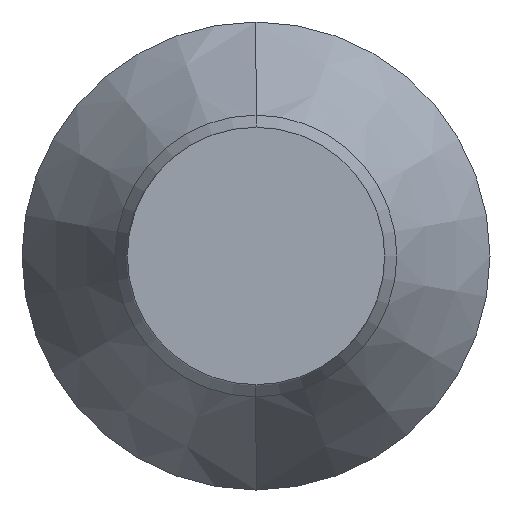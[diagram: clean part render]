
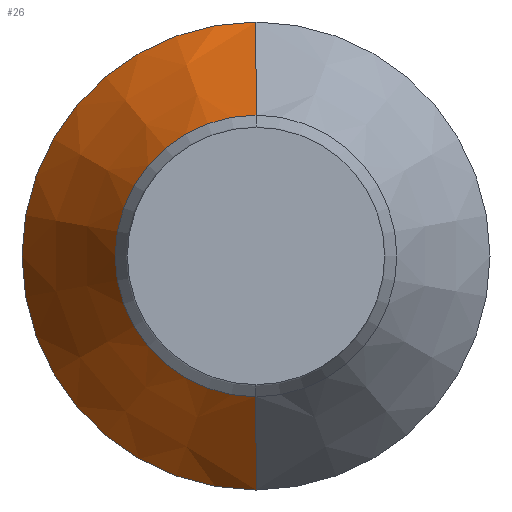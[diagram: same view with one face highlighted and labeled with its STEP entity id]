
A CAD part, left-side view. The second image highlights one B-rep face of the part: STEP entity #26.
In plain terms, the highlighted conical face has half-angle 29.274 degrees and reference radius 15 mm.
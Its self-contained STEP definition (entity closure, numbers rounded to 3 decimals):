
#26 = ADVANCED_FACE ( 'NONE', ( #102 ), #36, .T. ) ;
#36 = CONICAL_SURFACE ( 'NONE', #555, 15., 0.511 ) ;
#99 = CARTESIAN_POINT ( 'NONE',  ( 71.25, 0., -15. ) ) ;
#102 = FACE_OUTER_BOUND ( 'NONE', #1109, .T. ) ;
#106 = VECTOR ( 'NONE', #832, 1000. ) ;
#112 = EDGE_CURVE ( 'NONE', #221, #801, #766, .T. ) ;
#172 = CARTESIAN_POINT ( 'NONE',  ( 71.25, 0., 15. ) ) ;
#221 = VERTEX_POINT ( 'NONE', #993 ) ;
#258 = LINE ( 'NONE', #791, #106 ) ;
#304 = AXIS2_PLACEMENT_3D ( 'NONE', #786, #787, #788 ) ;
#350 = ORIENTED_EDGE ( 'NONE', *, *, #388, .F. ) ;
#388 = EDGE_CURVE ( 'NONE', #463, #221, #1050, .T. ) ;
#403 = DIRECTION ( 'NONE',  ( 0., 0., 1. ) ) ;
#404 = DIRECTION ( 'NONE',  ( -1., 0., 0. ) ) ;
#405 = CARTESIAN_POINT ( 'NONE',  ( 60.595, 0., 0. ) ) ;
#415 = CARTESIAN_POINT ( 'NONE',  ( 60.595, 0., 9.027 ) ) ;
#463 = VERTEX_POINT ( 'NONE', #415 ) ;
#518 = ORIENTED_EDGE ( 'NONE', *, *, #112, .F. ) ;
#555 = AXIS2_PLACEMENT_3D ( 'NONE', #638, #765, #1061 ) ;
#607 = ORIENTED_EDGE ( 'NONE', *, *, #619, .T. ) ;
#619 = EDGE_CURVE ( 'NONE', #1231, #801, #798, .T. ) ;
#638 = CARTESIAN_POINT ( 'NONE',  ( 71.25, 0., 0. ) ) ;
#661 = EDGE_CURVE ( 'NONE', #463, #1231, #258, .T. ) ;
#765 = DIRECTION ( 'NONE',  ( 1., 0., 0. ) ) ;
#766 = LINE ( 'NONE', #99, #966 ) ;
#769 = AXIS2_PLACEMENT_3D ( 'NONE', #405, #404, #403 ) ;
#786 = CARTESIAN_POINT ( 'NONE',  ( 71.25, 0., 0. ) ) ;
#787 = DIRECTION ( 'NONE',  ( -1., 0., 0. ) ) ;
#788 = DIRECTION ( 'NONE',  ( 0., 0., 1. ) ) ;
#791 = CARTESIAN_POINT ( 'NONE',  ( 71.25, 0., 15. ) ) ;
#798 = CIRCLE ( 'NONE', #304, 15. ) ;
#800 = ORIENTED_EDGE ( 'NONE', *, *, #661, .T. ) ;
#801 = VERTEX_POINT ( 'NONE', #1206 ) ;
#832 = DIRECTION ( 'NONE',  ( 0.872, 0., 0.489 ) ) ;
#966 = VECTOR ( 'NONE', #1044, 1000. ) ;
#993 = CARTESIAN_POINT ( 'NONE',  ( 60.595, 0., -9.027 ) ) ;
#1044 = DIRECTION ( 'NONE',  ( 0.872, 0., -0.489 ) ) ;
#1050 = CIRCLE ( 'NONE', #769, 9.027 ) ;
#1061 = DIRECTION ( 'NONE',  ( 0., 0., -1. ) ) ;
#1109 = EDGE_LOOP ( 'NONE', ( #350, #800, #607, #518 ) ) ;
#1206 = CARTESIAN_POINT ( 'NONE',  ( 71.25, 0., -15. ) ) ;
#1231 = VERTEX_POINT ( 'NONE', #172 ) ;
